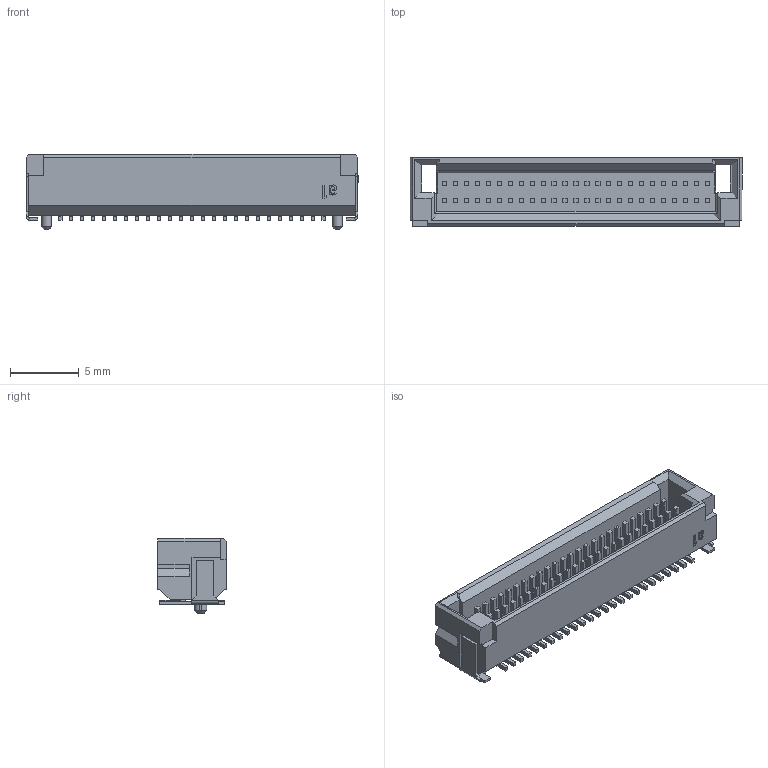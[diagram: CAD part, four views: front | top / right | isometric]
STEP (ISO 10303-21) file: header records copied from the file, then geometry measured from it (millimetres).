
FILE_DESCRIPTION((''),'2;1');
FILE_NAME('ERNI_294139.stp','2012-11-27T09:57:54',(''),(''),'Mechanical Desktop 2011','Mechanical Desktop 2011',', , ');
FILE_SCHEMA(('AUTOMOTIVE_DESIGN { 1 2 10303 214 1 1 1 1 }'));
Length unit declared in the file: millimetre
Products named in the file (1): Product
Bounding box: 24.2 x 5 x 5.5 mm (x, y, z)
Volume: 261.4 mm3; surface area: 1005.5 mm2
Topology: 107 solids, 107 shells, 852 faces, 1894 edges, 1256 vertices
Faces by surface type: plane 400, bspline 342, cylinder 106, cone 4
Entity records: 23723 total; most frequent: CARTESIAN_POINT 5623, ORIENTED_EDGE 3788, DIRECTION 3102, EDGE_CURVE 1894, VECTOR 1640, LINE 1640, VERTEX_POINT 1256, EDGE_LOOP 856
